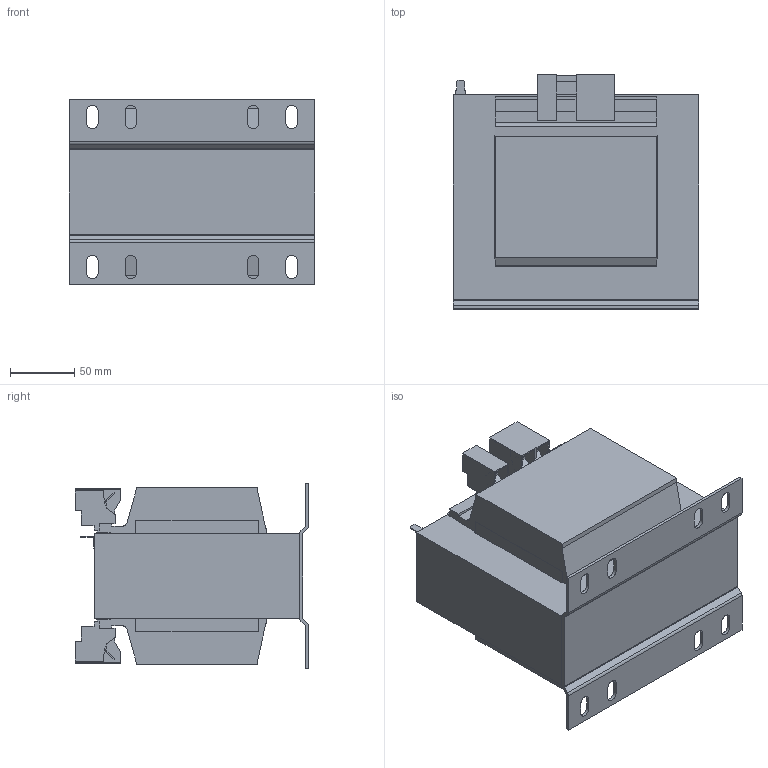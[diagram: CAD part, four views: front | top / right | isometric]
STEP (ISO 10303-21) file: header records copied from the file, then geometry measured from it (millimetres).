
FILE_DESCRIPTION (( 'STEP AP203' ), '1' );
FILE_NAME ('USTE1600_2X115.step', '2024-10-31T16:59:49', ( '' ), ( '' ), 'SwSTEP 2.0', 'SolidWorks 2023', '' );
FILE_SCHEMA (( 'CONFIG_CONTROL_DESIGN' ));
Length unit declared in the file: inch
Products named in the file (1): USTE1600_2X115
Bounding box: 192 x 182.62 x 145 mm (x, y, z)
Volume: 3132022.4 mm3; surface area: 262222.3 mm2
Topology: 1 solids, 1 shells, 469 faces, 1371 edges, 906 vertices
Faces by surface type: plane 383, cylinder 86
Entity records: 15492 total; most frequent: CARTESIAN_POINT 2747, ORIENTED_EDGE 2742, DIRECTION 2483, EDGE_CURVE 1371, LINE 1199, VECTOR 1199, VERTEX_POINT 906, AXIS2_PLACEMENT_3D 642
